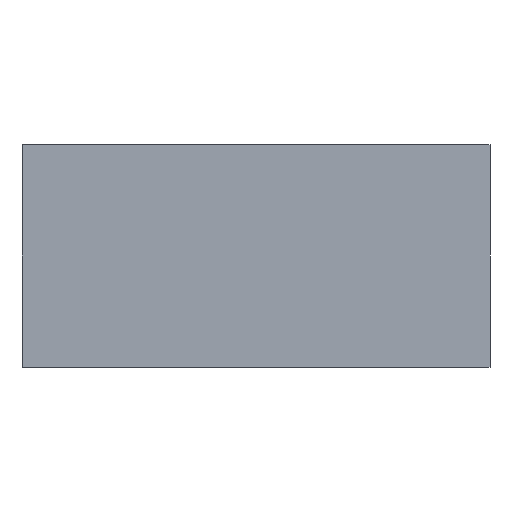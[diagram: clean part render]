
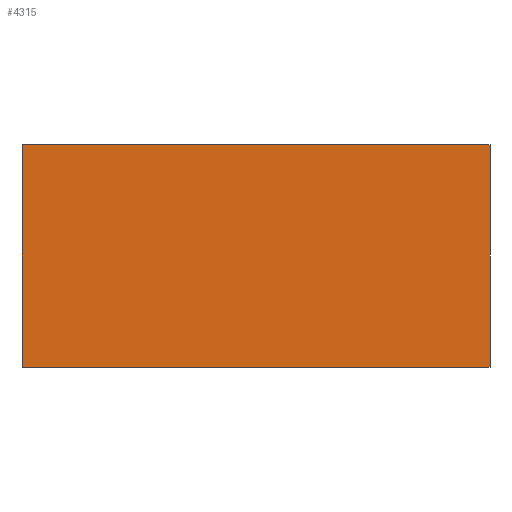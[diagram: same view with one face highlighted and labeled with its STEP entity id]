
A CAD part, front view. The second image highlights one B-rep face of the part: STEP entity #4315.
In plain terms, the highlighted planar face has unit normal (0, -1, 0).
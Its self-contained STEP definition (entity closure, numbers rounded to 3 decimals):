
#4184=CARTESIAN_POINT('',(20.0,0.0,19.));
#4185=VERTEX_POINT('',#4184);
#4192=CARTESIAN_POINT('',(20.,0.0,0.));
#4193=VERTEX_POINT('',#4192);
#4194=CARTESIAN_POINT('',(20.,0.0,0.));
#4195=DIRECTION('',(0.0,0.0,1.0));
#4196=VECTOR('',#4195,19.0);
#4197=LINE('',#4194,#4196);
#4198=EDGE_CURVE('',#4193,#4185,#4197,.T.);
#4217=CARTESIAN_POINT('',(-20.0,0.0,19.));
#4218=VERTEX_POINT('',#4217);
#4225=CARTESIAN_POINT('',(20.0,0.0,19.));
#4226=DIRECTION('',(-1.0,0.0,0.0));
#4227=VECTOR('',#4226,40.0);
#4228=LINE('',#4225,#4227);
#4229=EDGE_CURVE('',#4185,#4218,#4228,.T.);
#4251=CARTESIAN_POINT('',(-20.,0.0,0.));
#4252=VERTEX_POINT('',#4251);
#4259=CARTESIAN_POINT('',(-20.0,0.0,19.));
#4260=DIRECTION('',(0.0,0.0,-1.0));
#4261=VECTOR('',#4260,19.0);
#4262=LINE('',#4259,#4261);
#4263=EDGE_CURVE('',#4218,#4252,#4262,.T.);
#4276=CARTESIAN_POINT('',(-20.,0.0,0.));
#4277=DIRECTION('',(1.0,0.0,0.0));
#4278=VECTOR('',#4277,40.);
#4279=LINE('',#4276,#4278);
#4280=EDGE_CURVE('',#4252,#4193,#4279,.T.);
#4304=CARTESIAN_POINT('',(0.,0.0,9.5));
#4305=DIRECTION('',(0.0,1.0,0.0));
#4306=DIRECTION('',(0.0,0.0,1.0));
#4307=AXIS2_PLACEMENT_3D('',#4304,#4305,#4306);
#4308=PLANE('',#4307);
#4309=ORIENTED_EDGE('',*,*,#4280,.T.);
#4310=ORIENTED_EDGE('',*,*,#4198,.T.);
#4311=ORIENTED_EDGE('',*,*,#4229,.T.);
#4312=ORIENTED_EDGE('',*,*,#4263,.T.);
#4313=EDGE_LOOP('',(#4309,#4310,#4311,#4312));
#4314=FACE_OUTER_BOUND('',#4313,.T.);
#4315=ADVANCED_FACE('',(#4314),#4308,.F.);
